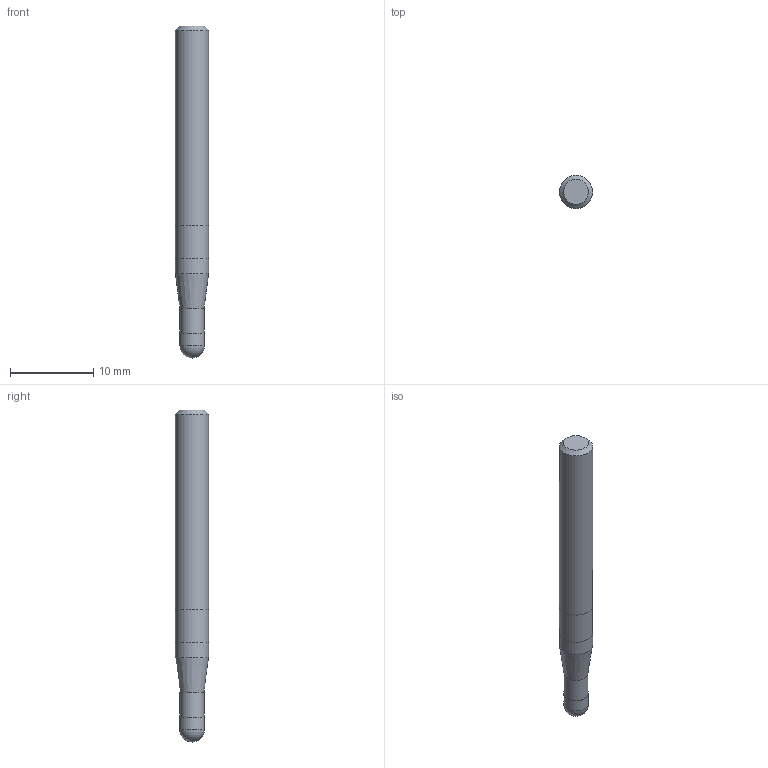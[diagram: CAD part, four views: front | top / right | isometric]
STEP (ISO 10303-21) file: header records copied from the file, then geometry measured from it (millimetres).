
FILE_DESCRIPTION(/* description */ (''),/* implementation_level */ '2;1');
FILE_NAME(/* name */ '00039142.stp',/* time_stamp */ '2012-03-01T13:02:26+06:00',/* author */ (''),/* organization */ (''),/* preprocessor_version */ 'ST-DEVELOPER v11',/* originating_system */ 'SIEMENS PLM Software NX 7.5',/* authorisation */ '');
FILE_SCHEMA (('AUTOMOTIVE_DESIGN { 1 0 10303 214 1 1 1 1 }'));
Length unit declared in the file: millimetre
Products named in the file (1): inpu6AA66rpd
Bounding box: 4 x 4 x 40 mm (x, y, z)
Volume: 450.2 mm3; surface area: 548.5 mm2
Topology: 4 solids, 4 shells, 15 faces, 23 edges, 15 vertices
Faces by surface type: plane 7, cylinder 5, cone 2, sphere 1
Full cylindrical faces by diameter (mm): 2.9 x1, 3 x1, 4 x3
Entity records: 307 total; most frequent: DIRECTION 54, CARTESIAN_POINT 38, AXIS2_PLACEMENT_3D 27, EDGE_LOOP 22, ORIENTED_EDGE 22, ADVANCED_FACE 15, FACE_BOUND 14, VERTEX_POINT 11
